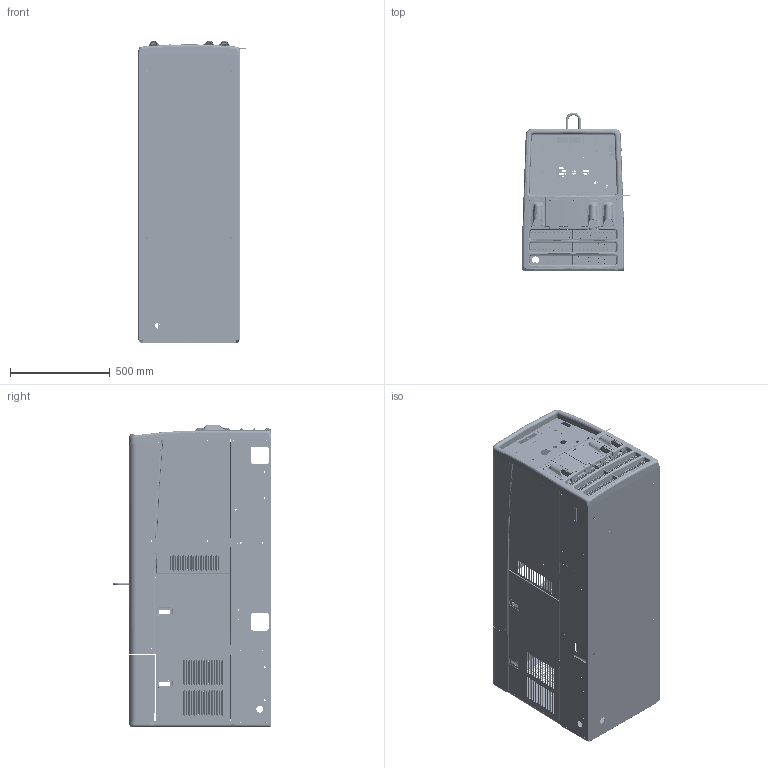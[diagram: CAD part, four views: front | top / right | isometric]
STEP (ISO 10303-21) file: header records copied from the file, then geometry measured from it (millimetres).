
FILE_DESCRIPTION (( 'STEP AP214' ), '1' );
FILE_NAME ('907549 SURFACES.STEP', '2024-03-15T12:47:01', ( '' ), ( '' ), 'SwSTEP 2.0', 'SolidWorks 2022', '' );
FILE_SCHEMA (( 'AUTOMOTIVE_DESIGN' ));
Length unit declared in the file: inch
Products named in the file (1): 907549 SURFACES
Bounding box: 536.53 x 792.38 x 1513.27 mm (x, y, z)
Surface area: 8954514.5 mm2 (no closed solid volume)
Topology: 0 solids, 101 shells, 4471 faces, 24338 edges, 18860 vertices
Faces by surface type: plane 2895, cylinder 1110, bspline 244, torus 159, cone 61, sphere 2
Entity records: 326947 total; most frequent: CARTESIAN_POINT 81651, DIRECTION 35989, ORIENTED_EDGE 34473, EDGE_CURVE 24338, VERTEX_POINT 18860, VECTOR 15567, LINE 15567, AXIS2_PLACEMENT_3D 10211
